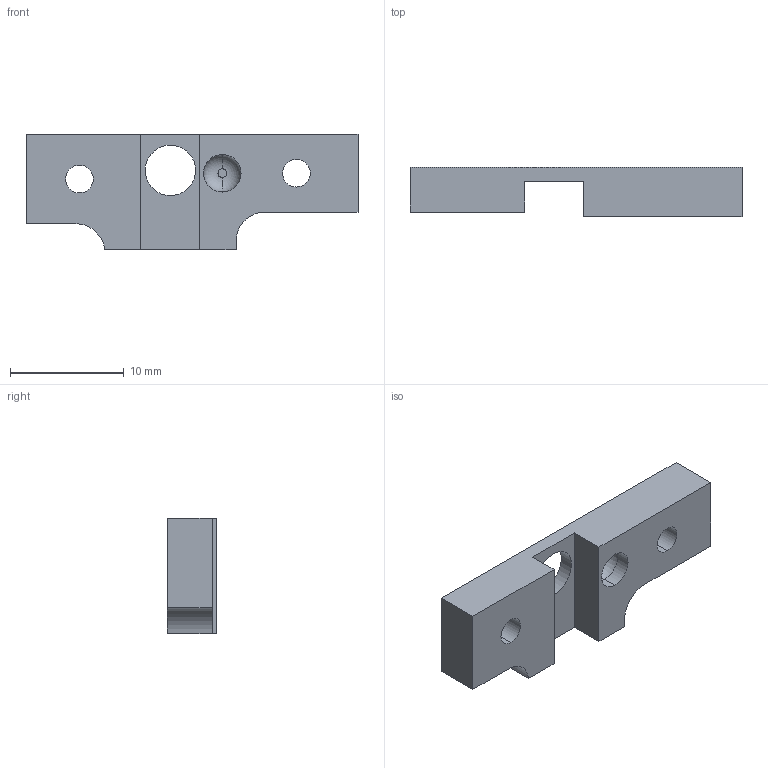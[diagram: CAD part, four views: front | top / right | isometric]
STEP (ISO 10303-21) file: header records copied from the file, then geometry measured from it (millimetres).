
FILE_DESCRIPTION (( 'STEP AP203' ), '1' );
FILE_NAME ('Flying Probe.STEP', '2022-03-28T13:54:46', ( '' ), ( '' ), 'SwSTEP 2.0', 'SolidWorks 2021', '' );
FILE_SCHEMA (( 'CONFIG_CONTROL_DESIGN' ));
Length unit declared in the file: inch
Products named in the file (1): Flying Probe
Bounding box: 29.21 x 4.32 x 10.16 mm (x, y, z)
Volume: 781.6 mm3; surface area: 876.7 mm2
Topology: 1 solids, 1 shells, 33 faces, 85 edges, 54 vertices
Faces by surface type: plane 16, cylinder 10, cone 5, torus 2
Entity records: 1097 total; most frequent: DIRECTION 180, CARTESIAN_POINT 179, ORIENTED_EDGE 170, EDGE_CURVE 85, AXIS2_PLACEMENT_3D 63, VERTEX_POINT 54, LINE 54, VECTOR 54
